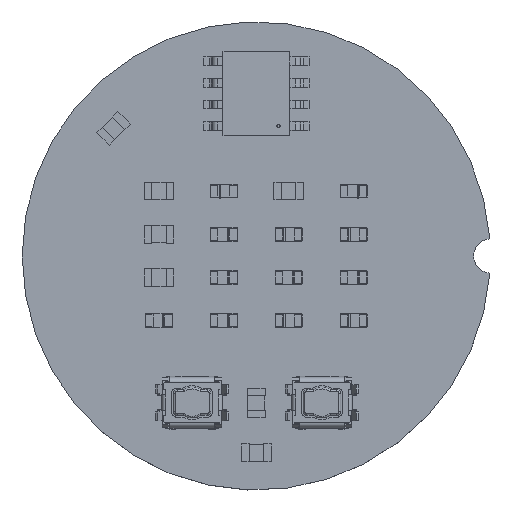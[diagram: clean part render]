
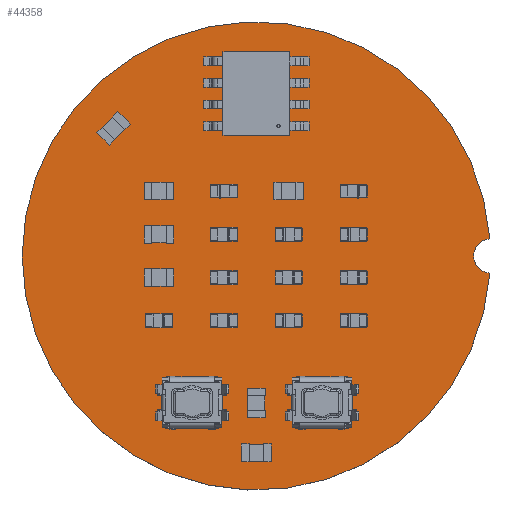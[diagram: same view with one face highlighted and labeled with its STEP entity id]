
A CAD part, top view. The second image highlights one B-rep face of the part: STEP entity #44358.
In plain terms, the highlighted planar face has unit normal (0, 0, 1).
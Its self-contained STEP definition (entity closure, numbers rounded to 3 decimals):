
#44178 = VERTEX_POINT('',#44179);
#44179 = CARTESIAN_POINT('',(77.21,-62.5,1.6));
#44186 = CYLINDRICAL_SURFACE('',#44187,1.001);
#44187 = AXIS2_PLACEMENT_3D('',#44188,#44189,#44190);
#44188 = CARTESIAN_POINT('',(77.25,-63.5,0.));
#44189 = DIRECTION('',(-0.,-0.,-1.));
#44190 = DIRECTION('',(1.,0.,-0.));
#44198 = CYLINDRICAL_SURFACE('',#44199,13.746);
#44199 = AXIS2_PLACEMENT_3D('',#44200,#44201,#44202);
#44200 = CARTESIAN_POINT('',(63.5,-63.5,0.));
#44201 = DIRECTION('',(-0.,-0.,-1.));
#44202 = DIRECTION('',(1.,0.,-0.));
#44210 = EDGE_CURVE('',#44178,#44211,#44213,.T.);
#44211 = VERTEX_POINT('',#44212);
#44212 = CARTESIAN_POINT('',(77.21,-64.5,1.6));
#44213 = SURFACE_CURVE('',#44214,(#44219,#44226),.PCURVE_S1.);
#44214 = CIRCLE('',#44215,1.001);
#44215 = AXIS2_PLACEMENT_3D('',#44216,#44217,#44218);
#44216 = CARTESIAN_POINT('',(77.25,-63.5,1.6));
#44217 = DIRECTION('',(0.,0.,1.));
#44218 = DIRECTION('',(1.,0.,-0.));
#44219 = PCURVE('',#44186,#44220);
#44220 = DEFINITIONAL_REPRESENTATION('',(#44221),#44225);
#44221 = LINE('',#44222,#44223);
#44222 = CARTESIAN_POINT('',(-0.,-1.6));
#44223 = VECTOR('',#44224,1.);
#44224 = DIRECTION('',(-1.,0.));
#44225 = ( GEOMETRIC_REPRESENTATION_CONTEXT(2) 
PARAMETRIC_REPRESENTATION_CONTEXT() REPRESENTATION_CONTEXT('2D SPACE',''
  ) );
#44226 = PCURVE('',#44227,#44232);
#44227 = PLANE('',#44228);
#44228 = AXIS2_PLACEMENT_3D('',#44229,#44230,#44231);
#44229 = CARTESIAN_POINT('',(63.831,-63.5,1.6));
#44230 = DIRECTION('',(-0.,-0.,-1.));
#44231 = DIRECTION('',(-1.,0.,0.));
#44232 = DEFINITIONAL_REPRESENTATION('',(#44233),#44241);
#44233 = ( BOUNDED_CURVE() B_SPLINE_CURVE(2,(#44234,#44235,#44236,#44237
    ,#44238,#44239,#44240),.UNSPECIFIED.,.T.,.F.) 
B_SPLINE_CURVE_WITH_KNOTS((1,2,2,2,2,1),(-2.094,0.,
    2.094,4.189,6.283,8.378),
.UNSPECIFIED.) CURVE() GEOMETRIC_REPRESENTATION_ITEM() 
RATIONAL_B_SPLINE_CURVE((1.,0.5,1.,0.5,1.,0.5,1.)) REPRESENTATION_ITEM(
  '') );
#44234 = CARTESIAN_POINT('',(-14.42,0.));
#44235 = CARTESIAN_POINT('',(-14.42,1.733));
#44236 = CARTESIAN_POINT('',(-12.919,0.867));
#44237 = CARTESIAN_POINT('',(-11.418,0.));
#44238 = CARTESIAN_POINT('',(-12.919,-0.867));
#44239 = CARTESIAN_POINT('',(-14.42,-1.733));
#44240 = CARTESIAN_POINT('',(-14.42,0.));
#44241 = ( GEOMETRIC_REPRESENTATION_CONTEXT(2) 
PARAMETRIC_REPRESENTATION_CONTEXT() REPRESENTATION_CONTEXT('2D SPACE',''
  ) );
#44301 = EDGE_CURVE('',#44178,#44211,#44302,.T.);
#44302 = SURFACE_CURVE('',#44303,(#44308,#44315),.PCURVE_S1.);
#44303 = CIRCLE('',#44304,13.746);
#44304 = AXIS2_PLACEMENT_3D('',#44305,#44306,#44307);
#44305 = CARTESIAN_POINT('',(63.5,-63.5,1.6));
#44306 = DIRECTION('',(0.,0.,1.));
#44307 = DIRECTION('',(1.,0.,-0.));
#44308 = PCURVE('',#44198,#44309);
#44309 = DEFINITIONAL_REPRESENTATION('',(#44310),#44314);
#44310 = LINE('',#44311,#44312);
#44311 = CARTESIAN_POINT('',(-0.,-1.6));
#44312 = VECTOR('',#44313,1.);
#44313 = DIRECTION('',(-1.,0.));
#44314 = ( GEOMETRIC_REPRESENTATION_CONTEXT(2) 
PARAMETRIC_REPRESENTATION_CONTEXT() REPRESENTATION_CONTEXT('2D SPACE',''
  ) );
#44315 = PCURVE('',#44227,#44316);
#44316 = DEFINITIONAL_REPRESENTATION('',(#44317),#44325);
#44317 = ( BOUNDED_CURVE() B_SPLINE_CURVE(2,(#44318,#44319,#44320,#44321
    ,#44322,#44323,#44324),.UNSPECIFIED.,.T.,.F.) 
B_SPLINE_CURVE_WITH_KNOTS((1,2,2,2,2,1),(-2.094,0.,
    2.094,4.189,6.283,8.378),
.UNSPECIFIED.) CURVE() GEOMETRIC_REPRESENTATION_ITEM() 
RATIONAL_B_SPLINE_CURVE((1.,0.5,1.,0.5,1.,0.5,1.)) REPRESENTATION_ITEM(
  '') );
#44318 = CARTESIAN_POINT('',(-13.416,0.));
#44319 = CARTESIAN_POINT('',(-13.416,23.809));
#44320 = CARTESIAN_POINT('',(7.204,11.905));
#44321 = CARTESIAN_POINT('',(27.824,0.));
#44322 = CARTESIAN_POINT('',(7.204,-11.905));
#44323 = CARTESIAN_POINT('',(-13.416,-23.809));
#44324 = CARTESIAN_POINT('',(-13.416,0.));
#44325 = ( GEOMETRIC_REPRESENTATION_CONTEXT(2) 
PARAMETRIC_REPRESENTATION_CONTEXT() REPRESENTATION_CONTEXT('2D SPACE',''
  ) );
#44358 = ADVANCED_FACE('',(#44359),#44227,.F.);
#44359 = FACE_BOUND('',#44360,.F.);
#44360 = EDGE_LOOP('',(#44361,#44362));
#44361 = ORIENTED_EDGE('',*,*,#44210,.T.);
#44362 = ORIENTED_EDGE('',*,*,#44301,.F.);
